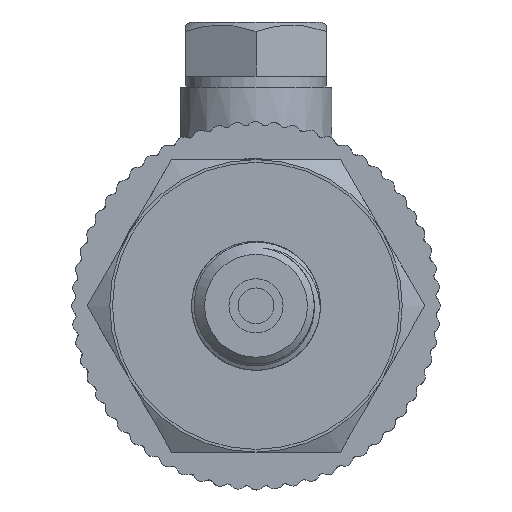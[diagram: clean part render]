
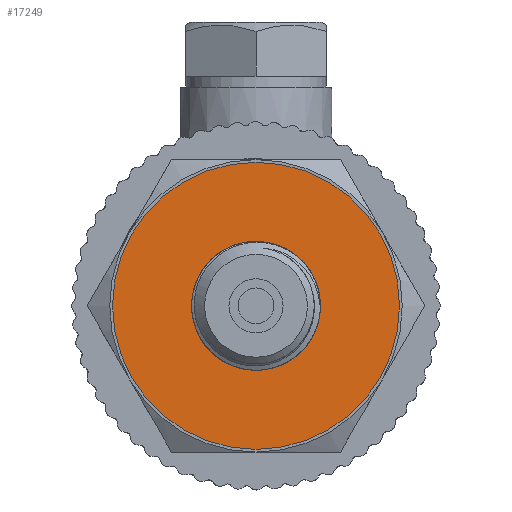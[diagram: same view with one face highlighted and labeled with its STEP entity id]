
A CAD part, left-side view. The second image highlights one B-rep face of the part: STEP entity #17249.
In plain terms, the highlighted planar face has unit normal (-1, 0, 0).
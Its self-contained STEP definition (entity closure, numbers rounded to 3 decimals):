
#644=PLANE('',#18133);
#810=FACE_BOUND('',#2227,.T.);
#1215=FACE_OUTER_BOUND('',#2226,.T.);
#2226=EDGE_LOOP('',(#12886));
#2227=EDGE_LOOP('',(#12887));
#2968=CIRCLE('',#18110,13.25);
#2979=CIRCLE('',#18130,5.942);
#7064=VERTEX_POINT('',#31238);
#7074=VERTEX_POINT('',#32474);
#9201=EDGE_CURVE('',#7064,#7064,#2968,.T.);
#9225=EDGE_CURVE('',#7074,#7074,#2979,.T.);
#12886=ORIENTED_EDGE('',*,*,#9201,.T.);
#12887=ORIENTED_EDGE('',*,*,#9225,.T.);
#17249=ADVANCED_FACE('',(#1215,#810),#644,.T.);
#18110=AXIS2_PLACEMENT_3D('',#31239,#19652,#19653);
#18130=AXIS2_PLACEMENT_3D('',#32475,#19695,#19696);
#18133=AXIS2_PLACEMENT_3D('',#32849,#19702,#19703);
#19652=DIRECTION('center_axis',(-1.,0.,0.));
#19653=DIRECTION('ref_axis',(0.,1.,0.));
#19695=DIRECTION('center_axis',(1.,0.,0.));
#19696=DIRECTION('ref_axis',(0.,1.,0.));
#19702=DIRECTION('center_axis',(-1.,0.,0.));
#19703=DIRECTION('ref_axis',(0.,0.,1.));
#31238=CARTESIAN_POINT('',(-47.,-13.25,0.));
#31239=CARTESIAN_POINT('Origin',(-47.,0.,0.));
#32474=CARTESIAN_POINT('',(-47.,-5.942,0.));
#32475=CARTESIAN_POINT('Origin',(-47.,0.,0.));
#32849=CARTESIAN_POINT('Origin',(-47.,13.5,0.));
